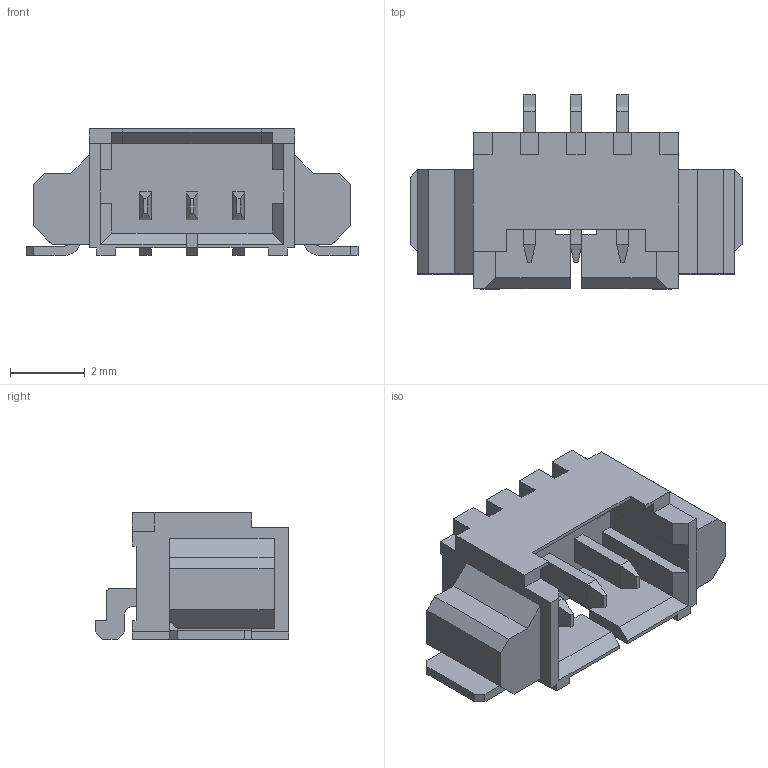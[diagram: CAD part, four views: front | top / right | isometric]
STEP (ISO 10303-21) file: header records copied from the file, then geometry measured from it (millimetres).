
FILE_DESCRIPTION (( 'STEP AP214' ), '1' );
FILE_NAME ('532610371.STEP', '2021-11-24T20:42:19', ( 'AVRASM1234' ), ( '' ), 'SwSTEP 2.0', 'SolidWorks 2017', '' );
FILE_SCHEMA (( 'AUTOMOTIVE_DESIGN' ));
Length unit declared in the file: millimetre
Products named in the file (1): 532610371
Bounding box: 8.9 x 5.2 x 3.4 mm (x, y, z)
Volume: 55 mm3; surface area: 247.1 mm2
Topology: 6 solids, 6 shells, 255 faces, 699 edges, 458 vertices
Faces by surface type: plane 241, cylinder 14
Entity records: 8924 total; most frequent: CARTESIAN_POINT 1413, ORIENTED_EDGE 1398, DIRECTION 1239, EDGE_CURVE 699, LINE 671, VECTOR 671, VERTEX_POINT 458, AXIS2_PLACEMENT_3D 284
